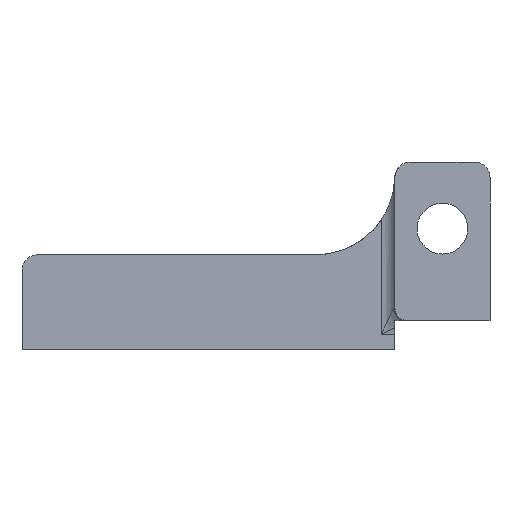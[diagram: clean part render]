
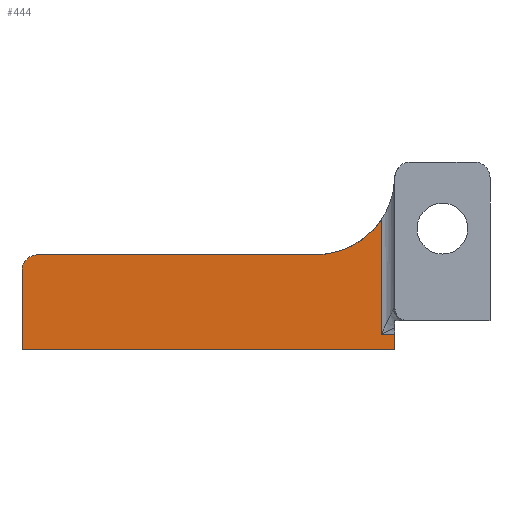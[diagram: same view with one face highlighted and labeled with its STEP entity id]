
A CAD part, front view. The second image highlights one B-rep face of the part: STEP entity #444.
In plain terms, the highlighted planar face has unit normal (0, -1, 0).
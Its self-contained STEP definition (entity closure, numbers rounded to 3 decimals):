
#10 = CARTESIAN_POINT ( 'NONE',  ( -12.55, -2.825, -12.45 ) ) ;
#17 = DIRECTION ( 'NONE',  ( 0., 1., 0. ) ) ;
#19 = EDGE_CURVE ( 'NONE', #284, #462, #508, .T. ) ;
#36 = VECTOR ( 'NONE', #414, 1000. ) ;
#38 = AXIS2_PLACEMENT_3D ( 'NONE', #422, #370, #154 ) ;
#44 = EDGE_CURVE ( 'NONE', #702, #534, #506, .T. ) ;
#53 = AXIS2_PLACEMENT_3D ( 'NONE', #186, #17, #569 ) ;
#72 = CARTESIAN_POINT ( 'NONE',  ( 10.95, -2.825, -17.45 ) ) ;
#77 = PLANE ( 'NONE',  #53 ) ;
#85 = ORIENTED_EDGE ( 'NONE', *, *, #654, .T. ) ;
#99 = EDGE_CURVE ( 'NONE', #389, #521, #314, .T. ) ;
#117 = LINE ( 'NONE', #672, #240 ) ;
#131 = DIRECTION ( 'NONE',  ( -1., 0., 0. ) ) ;
#148 = VECTOR ( 'NONE', #533, 1000. ) ;
#154 = DIRECTION ( 'NONE',  ( 0., 0., 1. ) ) ;
#163 = DIRECTION ( 'NONE',  ( 0., 0., 1. ) ) ;
#186 = CARTESIAN_POINT ( 'NONE',  ( 0., -2.825, 0. ) ) ;
#204 = AXIS2_PLACEMENT_3D ( 'NONE', #322, #594, #163 ) ;
#209 = DIRECTION ( 'NONE',  ( 1., 0., 0. ) ) ;
#214 = CARTESIAN_POINT ( 'NONE',  ( 10.95, -2.825, -16.466 ) ) ;
#240 = VECTOR ( 'NONE', #676, 1000. ) ;
#252 = VECTOR ( 'NONE', #308, 1000. ) ;
#271 = LINE ( 'NONE', #564, #552 ) ;
#284 = VERTEX_POINT ( 'NONE', #381 ) ;
#293 = CARTESIAN_POINT ( 'NONE',  ( 10.084, -2.825, -9.263 ) ) ;
#305 = CARTESIAN_POINT ( 'NONE',  ( 10.084, -2.825, 0. ) ) ;
#308 = DIRECTION ( 'NONE',  ( -1., 0., 0. ) ) ;
#314 = LINE ( 'NONE', #540, #494 ) ;
#322 = CARTESIAN_POINT ( 'NONE',  ( 5.95, -2.825, -6.45 ) ) ;
#342 = EDGE_LOOP ( 'NONE', ( #567, #691, #603, #85, #380, #429, #555, #549 ) ) ;
#357 = CIRCLE ( 'NONE', #38, 1. ) ;
#370 = DIRECTION ( 'NONE',  ( 0., -1., 0. ) ) ;
#380 = ORIENTED_EDGE ( 'NONE', *, *, #19, .T. ) ;
#381 = CARTESIAN_POINT ( 'NONE',  ( 5.95, -2.825, -11.45 ) ) ;
#389 = VERTEX_POINT ( 'NONE', #457 ) ;
#396 = VERTEX_POINT ( 'NONE', #10 ) ;
#414 = DIRECTION ( 'NONE',  ( 0., 0., 1. ) ) ;
#422 = CARTESIAN_POINT ( 'NONE',  ( -11.55, -2.825, -12.45 ) ) ;
#429 = ORIENTED_EDGE ( 'NONE', *, *, #668, .T. ) ;
#444 = ADVANCED_FACE ( 'NONE', ( #532 ), #77, .F. ) ;
#450 = EDGE_CURVE ( 'NONE', #701, #702, #271, .T. ) ;
#457 = CARTESIAN_POINT ( 'NONE',  ( -12.55, -2.825, -17.45 ) ) ;
#462 = VERTEX_POINT ( 'NONE', #519 ) ;
#484 = EDGE_CURVE ( 'NONE', #396, #389, #117, .T. ) ;
#494 = VECTOR ( 'NONE', #209, 1000. ) ;
#506 = LINE ( 'NONE', #305, #36 ) ;
#508 = LINE ( 'NONE', #690, #252 ) ;
#519 = CARTESIAN_POINT ( 'NONE',  ( -11.55, -2.825, -11.45 ) ) ;
#521 = VERTEX_POINT ( 'NONE', #72 ) ;
#532 = FACE_OUTER_BOUND ( 'NONE', #342, .T. ) ;
#533 = DIRECTION ( 'NONE',  ( 0., 0., 1. ) ) ;
#534 = VERTEX_POINT ( 'NONE', #293 ) ;
#540 = CARTESIAN_POINT ( 'NONE',  ( -12.55, -2.825, -17.45 ) ) ;
#542 = CARTESIAN_POINT ( 'NONE',  ( 10.084, -2.825, -16.466 ) ) ;
#545 = CARTESIAN_POINT ( 'NONE',  ( 10.95, -2.825, -17.45 ) ) ;
#549 = ORIENTED_EDGE ( 'NONE', *, *, #99, .T. ) ;
#552 = VECTOR ( 'NONE', #131, 1000. ) ;
#555 = ORIENTED_EDGE ( 'NONE', *, *, #484, .T. ) ;
#564 = CARTESIAN_POINT ( 'NONE',  ( 0., -2.825, -16.466 ) ) ;
#567 = ORIENTED_EDGE ( 'NONE', *, *, #643, .T. ) ;
#569 = DIRECTION ( 'NONE',  ( 0., 0., 1. ) ) ;
#594 = DIRECTION ( 'NONE',  ( 0., 1., 0. ) ) ;
#603 = ORIENTED_EDGE ( 'NONE', *, *, #44, .T. ) ;
#637 = CIRCLE ( 'NONE', #204, 5. ) ;
#643 = EDGE_CURVE ( 'NONE', #521, #701, #664, .T. ) ;
#654 = EDGE_CURVE ( 'NONE', #534, #284, #637, .T. ) ;
#664 = LINE ( 'NONE', #545, #148 ) ;
#668 = EDGE_CURVE ( 'NONE', #462, #396, #357, .T. ) ;
#672 = CARTESIAN_POINT ( 'NONE',  ( -12.55, -2.825, -17.45 ) ) ;
#676 = DIRECTION ( 'NONE',  ( 0., 0., -1. ) ) ;
#690 = CARTESIAN_POINT ( 'NONE',  ( -12.55, -2.825, -11.45 ) ) ;
#691 = ORIENTED_EDGE ( 'NONE', *, *, #450, .T. ) ;
#701 = VERTEX_POINT ( 'NONE', #214 ) ;
#702 = VERTEX_POINT ( 'NONE', #542 ) ;
